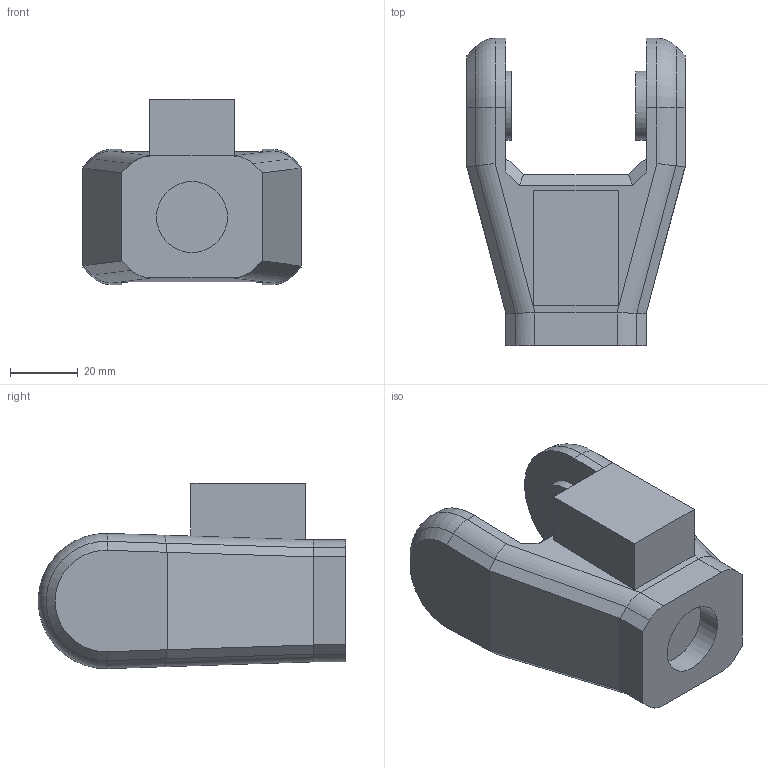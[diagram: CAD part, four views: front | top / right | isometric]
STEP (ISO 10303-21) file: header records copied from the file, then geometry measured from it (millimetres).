
FILE_DESCRIPTION(/* description */ (''),/* implementation_level */ '2;1');
FILE_NAME(/* name */ 'link3.stp',/* time_stamp */ '2019-11-23T00:13:00-05:00',/* author */ ('Clevo'),/* organization */ (''),/* preprocessor_version */ 'ST-DEVELOPER v16.13',/* originating_system */ 'Autodesk Inventor 2018',/* authorisation */ '');
FILE_SCHEMA (('AUTOMOTIVE_DESIGN { 1 0 10303 214 3 1 1 }'));
Length unit declared in the file: millimetre
Products named in the file (1): link3
Bounding box: 64.5 x 90.88 x 54.79 mm (x, y, z)
Volume: 133281.4 mm3; surface area: 21057.6 mm2
Topology: 1 solids, 1 shells, 63 faces, 151 edges, 94 vertices
Faces by surface type: plane 42, cylinder 13, bspline 4, torus 2, cone 2
Full cylindrical faces by diameter (mm): 20.5 x2, 21 x1
Entity records: 1827 total; most frequent: CARTESIAN_POINT 326, DIRECTION 302, ORIENTED_EDGE 296, EDGE_CURVE 148, LINE 114, VECTOR 114, VERTEX_POINT 94, AXIS2_PLACEMENT_3D 94
